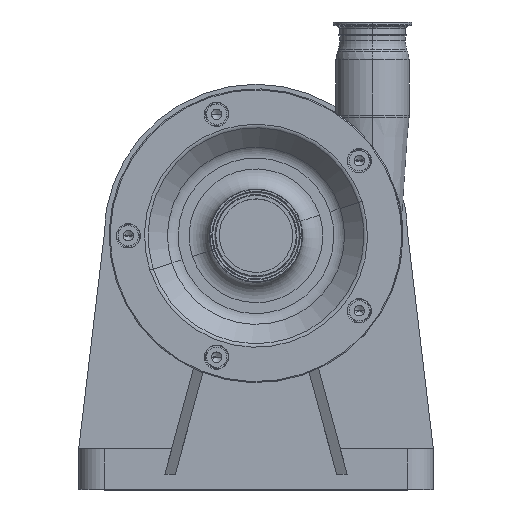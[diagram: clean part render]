
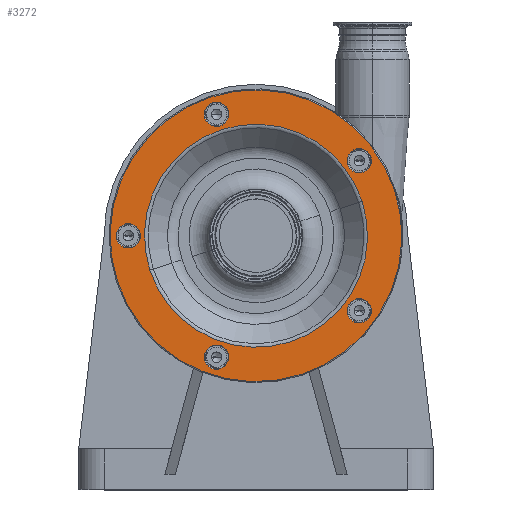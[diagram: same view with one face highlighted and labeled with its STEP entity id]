
A CAD part, top view. The second image highlights one B-rep face of the part: STEP entity #3272.
In plain terms, the highlighted planar face has unit normal (0, 0, 1).
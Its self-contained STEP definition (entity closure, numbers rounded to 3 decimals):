
#178 = CIRCLE ( 'NONE', #14277, 144. ) ;
#192 = DIRECTION ( 'NONE',  ( 0.951, 0.309, 0. ) ) ;
#257 = VERTEX_POINT ( 'NONE', #15628 ) ;
#571 = ORIENTED_EDGE ( 'NONE', *, *, #2736, .F. ) ;
#856 = AXIS2_PLACEMENT_3D ( 'NONE', #17136, #9007, #192 ) ;
#959 = VERTEX_POINT ( 'NONE', #4249 ) ;
#978 = DIRECTION ( 'NONE',  ( 0., 0., 1. ) ) ;
#1598 = EDGE_CURVE ( 'NONE', #4070, #3422, #5651, .T. ) ;
#1647 = AXIS2_PLACEMENT_3D ( 'NONE', #18996, #5058, #14208 ) ;
#1825 = DIRECTION ( 'NONE',  ( 0., 0., 1. ) ) ;
#1905 = ORIENTED_EDGE ( 'NONE', *, *, #15687, .F. ) ;
#2058 = EDGE_CURVE ( 'NONE', #10123, #9264, #178, .T. ) ;
#2501 = FACE_BOUND ( 'NONE', #19802, .T. ) ;
#2736 = EDGE_CURVE ( 'NONE', #7591, #11837, #5592, .T. ) ;
#2747 = CARTESIAN_POINT ( 'NONE',  ( 101.936, -74.061, 294.5 ) ) ;
#2885 = ORIENTED_EDGE ( 'NONE', *, *, #1598, .F. ) ;
#3272 = ADVANCED_FACE ( 'NONE', ( #6678, #12789, #2501, #13100, #13218, #7200, #18047 ), #19334, .F. ) ;
#3422 = VERTEX_POINT ( 'NONE', #12373 ) ;
#3593 = AXIS2_PLACEMENT_3D ( 'NONE', #13827, #13726, #4314 ) ;
#3688 = AXIS2_PLACEMENT_3D ( 'NONE', #17589, #8151, #6643 ) ;
#3832 = CARTESIAN_POINT ( 'NONE',  ( 104.684, 34.014, 294.5 ) ) ;
#3890 = ORIENTED_EDGE ( 'NONE', *, *, #14962, .F. ) ;
#4070 = VERTEX_POINT ( 'NONE', #3832 ) ;
#4206 = CARTESIAN_POINT ( 'NONE',  ( -126., 0., 294.5 ) ) ;
#4218 = EDGE_CURVE ( 'NONE', #959, #13143, #4329, .T. ) ;
#4249 = CARTESIAN_POINT ( 'NONE',  ( 90.523, 70.353, 294.5 ) ) ;
#4294 = DIRECTION ( 'NONE',  ( 0., 0., -1. ) ) ;
#4295 = ORIENTED_EDGE ( 'NONE', *, *, #19506, .F. ) ;
#4314 = DIRECTION ( 'NONE',  ( 0.951, 0.309, 0. ) ) ;
#4329 = CIRCLE ( 'NONE', #856, 12. ) ;
#4375 = DIRECTION ( 'NONE',  ( 0.951, 0.309, 0. ) ) ;
#4649 = VERTEX_POINT ( 'NONE', #9542 ) ;
#4654 = CARTESIAN_POINT ( 'NONE',  ( 113.349, 77.769, 294.5 ) ) ;
#4846 = CIRCLE ( 'NONE', #9645, 12. ) ;
#4920 = DIRECTION ( 'NONE',  ( 0.951, 0.309, 0. ) ) ;
#5058 = DIRECTION ( 'NONE',  ( 0., 0., 1. ) ) ;
#5121 = DIRECTION ( 'NONE',  ( 0., 0., 1. ) ) ;
#5325 = CARTESIAN_POINT ( 'NONE',  ( 0., 0., 294.5 ) ) ;
#5408 = ORIENTED_EDGE ( 'NONE', *, *, #10332, .F. ) ;
#5592 = CIRCLE ( 'NONE', #14563, 12. ) ;
#5651 = CIRCLE ( 'NONE', #16235, 110.071 ) ;
#5935 = ORIENTED_EDGE ( 'NONE', *, *, #10961, .F. ) ;
#6048 = DIRECTION ( 'NONE',  ( 0., 0., 1. ) ) ;
#6216 = EDGE_CURVE ( 'NONE', #3422, #4070, #12206, .T. ) ;
#6643 = DIRECTION ( 'NONE',  ( 0.951, 0.309, 0. ) ) ;
#6678 = FACE_BOUND ( 'NONE', #15528, .T. ) ;
#6777 = CARTESIAN_POINT ( 'NONE',  ( -137.413, -3.708, 294.5 ) ) ;
#6814 = DIRECTION ( 'NONE',  ( 0.951, 0.309, 0. ) ) ;
#7024 = CIRCLE ( 'NONE', #9580, 12. ) ;
#7061 = AXIS2_PLACEMENT_3D ( 'NONE', #11562, #978, #11459 ) ;
#7200 = FACE_OUTER_BOUND ( 'NONE', #11626, .T. ) ;
#7227 = CARTESIAN_POINT ( 'NONE',  ( 0., 0., 294.5 ) ) ;
#7591 = VERTEX_POINT ( 'NONE', #12225 ) ;
#7755 = VERTEX_POINT ( 'NONE', #19439 ) ;
#7774 = CIRCLE ( 'NONE', #10336, 144. ) ;
#8151 = DIRECTION ( 'NONE',  ( 0., 0., 1. ) ) ;
#8494 = ORIENTED_EDGE ( 'NONE', *, *, #4218, .F. ) ;
#8830 = DIRECTION ( 'NONE',  ( 0., 0., 1. ) ) ;
#9007 = DIRECTION ( 'NONE',  ( 0., 0., 1. ) ) ;
#9054 = CIRCLE ( 'NONE', #15489, 12. ) ;
#9113 = CIRCLE ( 'NONE', #3688, 12. ) ;
#9232 = CIRCLE ( 'NONE', #15399, 12. ) ;
#9264 = VERTEX_POINT ( 'NONE', #18776 ) ;
#9291 = ORIENTED_EDGE ( 'NONE', *, *, #2058, .T. ) ;
#9473 = EDGE_LOOP ( 'NONE', ( #5408, #3890 ) ) ;
#9542 = CARTESIAN_POINT ( 'NONE',  ( -27.523, -116.125, 294.5 ) ) ;
#9580 = AXIS2_PLACEMENT_3D ( 'NONE', #4206, #14747, #10306 ) ;
#9645 = AXIS2_PLACEMENT_3D ( 'NONE', #12478, #15830, #17121 ) ;
#10123 = VERTEX_POINT ( 'NONE', #16853 ) ;
#10306 = DIRECTION ( 'NONE',  ( 0.951, 0.309, 0. ) ) ;
#10332 = EDGE_CURVE ( 'NONE', #257, #18209, #7024, .T. ) ;
#10336 = AXIS2_PLACEMENT_3D ( 'NONE', #7227, #13548, #12195 ) ;
#10756 = EDGE_CURVE ( 'NONE', #11837, #7591, #18588, .T. ) ;
#10768 = EDGE_LOOP ( 'NONE', ( #2885, #13845 ) ) ;
#10961 = EDGE_CURVE ( 'NONE', #17267, #7755, #16699, .T. ) ;
#11365 = DIRECTION ( 'NONE',  ( 0.951, 0.309, 0. ) ) ;
#11398 = EDGE_LOOP ( 'NONE', ( #16902, #571 ) ) ;
#11413 = EDGE_CURVE ( 'NONE', #7755, #17267, #9232, .T. ) ;
#11459 = DIRECTION ( 'NONE',  ( 0.951, 0.309, 0. ) ) ;
#11562 = CARTESIAN_POINT ( 'NONE',  ( 101.936, -74.061, 294.5 ) ) ;
#11626 = EDGE_LOOP ( 'NONE', ( #17787, #9291 ) ) ;
#11837 = VERTEX_POINT ( 'NONE', #15622 ) ;
#11890 = AXIS2_PLACEMENT_3D ( 'NONE', #19215, #13204, #11365 ) ;
#12141 = ORIENTED_EDGE ( 'NONE', *, *, #15476, .F. ) ;
#12195 = DIRECTION ( 'NONE',  ( 0.951, 0.309, 0. ) ) ;
#12206 = CIRCLE ( 'NONE', #3593, 110.071 ) ;
#12225 = CARTESIAN_POINT ( 'NONE',  ( 90.523, -77.769, 294.5 ) ) ;
#12373 = CARTESIAN_POINT ( 'NONE',  ( -104.684, -34.014, 294.5 ) ) ;
#12478 = CARTESIAN_POINT ( 'NONE',  ( -38.936, -119.833, 294.5 ) ) ;
#12789 = FACE_BOUND ( 'NONE', #11398, .T. ) ;
#13100 = FACE_BOUND ( 'NONE', #14520, .T. ) ;
#13143 = VERTEX_POINT ( 'NONE', #4654 ) ;
#13204 = DIRECTION ( 'NONE',  ( 0., 0., 1. ) ) ;
#13218 = FACE_BOUND ( 'NONE', #10768, .T. ) ;
#13548 = DIRECTION ( 'NONE',  ( 0., 0., 1. ) ) ;
#13726 = DIRECTION ( 'NONE',  ( 0., 0., 1. ) ) ;
#13827 = CARTESIAN_POINT ( 'NONE',  ( 0., 0., 294.5 ) ) ;
#13845 = ORIENTED_EDGE ( 'NONE', *, *, #6216, .F. ) ;
#14208 = DIRECTION ( 'NONE',  ( 0.951, 0.309, 0. ) ) ;
#14277 = AXIS2_PLACEMENT_3D ( 'NONE', #5325, #5121, #6814 ) ;
#14520 = EDGE_LOOP ( 'NONE', ( #5935, #18753 ) ) ;
#14563 = AXIS2_PLACEMENT_3D ( 'NONE', #2747, #8830, #14985 ) ;
#14634 = CARTESIAN_POINT ( 'NONE',  ( -44.498, 136.952, 294.5 ) ) ;
#14747 = DIRECTION ( 'NONE',  ( 0., 0., 1. ) ) ;
#14962 = EDGE_CURVE ( 'NONE', #18209, #257, #9113, .T. ) ;
#14985 = DIRECTION ( 'NONE',  ( 0.951, 0.309, 0. ) ) ;
#15008 = CARTESIAN_POINT ( 'NONE',  ( -27.523, 123.541, 294.5 ) ) ;
#15399 = AXIS2_PLACEMENT_3D ( 'NONE', #17279, #18780, #18866 ) ;
#15476 = EDGE_CURVE ( 'NONE', #16087, #4649, #4846, .T. ) ;
#15489 = AXIS2_PLACEMENT_3D ( 'NONE', #15569, #1825, #4920 ) ;
#15528 = EDGE_LOOP ( 'NONE', ( #4295, #8494 ) ) ;
#15569 = CARTESIAN_POINT ( 'NONE',  ( 101.936, 74.061, 294.5 ) ) ;
#15622 = CARTESIAN_POINT ( 'NONE',  ( 113.349, -70.353, 294.5 ) ) ;
#15628 = CARTESIAN_POINT ( 'NONE',  ( -114.587, 3.708, 294.5 ) ) ;
#15687 = EDGE_CURVE ( 'NONE', #4649, #16087, #19293, .T. ) ;
#15830 = DIRECTION ( 'NONE',  ( 0., 0., 1. ) ) ;
#16087 = VERTEX_POINT ( 'NONE', #17073 ) ;
#16235 = AXIS2_PLACEMENT_3D ( 'NONE', #19795, #6048, #4375 ) ;
#16699 = CIRCLE ( 'NONE', #1647, 12. ) ;
#16853 = CARTESIAN_POINT ( 'NONE',  ( -136.952, -44.498, 294.5 ) ) ;
#16902 = ORIENTED_EDGE ( 'NONE', *, *, #10756, .F. ) ;
#17073 = CARTESIAN_POINT ( 'NONE',  ( -50.349, -123.541, 294.5 ) ) ;
#17121 = DIRECTION ( 'NONE',  ( 0.951, 0.309, 0. ) ) ;
#17136 = CARTESIAN_POINT ( 'NONE',  ( 101.936, 74.061, 294.5 ) ) ;
#17267 = VERTEX_POINT ( 'NONE', #15008 ) ;
#17279 = CARTESIAN_POINT ( 'NONE',  ( -38.936, 119.833, 294.5 ) ) ;
#17589 = CARTESIAN_POINT ( 'NONE',  ( -126., 0., 294.5 ) ) ;
#17787 = ORIENTED_EDGE ( 'NONE', *, *, #19710, .T. ) ;
#18047 = FACE_BOUND ( 'NONE', #9473, .T. ) ;
#18209 = VERTEX_POINT ( 'NONE', #6777 ) ;
#18588 = CIRCLE ( 'NONE', #7061, 12. ) ;
#18753 = ORIENTED_EDGE ( 'NONE', *, *, #11413, .F. ) ;
#18776 = CARTESIAN_POINT ( 'NONE',  ( 136.952, 44.498, 294.5 ) ) ;
#18780 = DIRECTION ( 'NONE',  ( 0., 0., 1. ) ) ;
#18866 = DIRECTION ( 'NONE',  ( 0.951, 0.309, 0. ) ) ;
#18996 = CARTESIAN_POINT ( 'NONE',  ( -38.936, 119.833, 294.5 ) ) ;
#19129 = DIRECTION ( 'NONE',  ( -0.951, -0.309, 0. ) ) ;
#19215 = CARTESIAN_POINT ( 'NONE',  ( -38.936, -119.833, 294.5 ) ) ;
#19293 = CIRCLE ( 'NONE', #11890, 12. ) ;
#19334 = PLANE ( 'NONE',  #19381 ) ;
#19381 = AXIS2_PLACEMENT_3D ( 'NONE', #14634, #4294, #19129 ) ;
#19439 = CARTESIAN_POINT ( 'NONE',  ( -50.349, 116.125, 294.5 ) ) ;
#19506 = EDGE_CURVE ( 'NONE', #13143, #959, #9054, .T. ) ;
#19710 = EDGE_CURVE ( 'NONE', #9264, #10123, #7774, .T. ) ;
#19795 = CARTESIAN_POINT ( 'NONE',  ( 0., 0., 294.5 ) ) ;
#19802 = EDGE_LOOP ( 'NONE', ( #1905, #12141 ) ) ;
